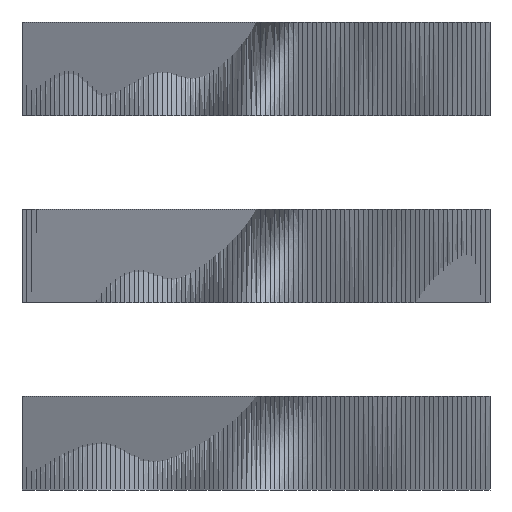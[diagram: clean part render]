
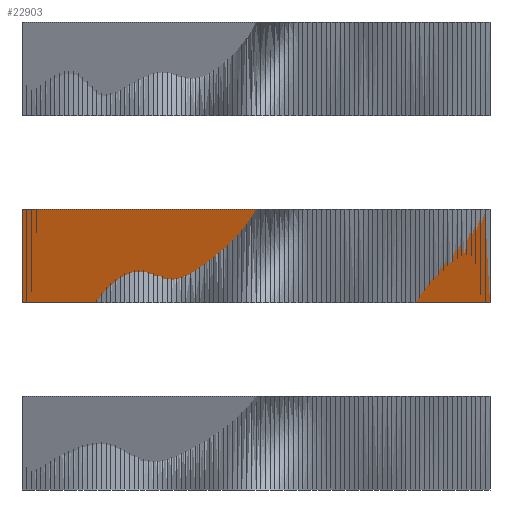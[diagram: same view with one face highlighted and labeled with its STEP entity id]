
A CAD part, front view. The second image highlights one B-rep face of the part: STEP entity #22903.
In plain terms, the highlighted planar face has unit normal (0, -0.96, -0.28).
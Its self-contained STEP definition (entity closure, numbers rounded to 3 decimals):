
#15472 = VERTEX_POINT('',#15473);
#15473 = CARTESIAN_POINT('',(0.,58.333,400.));
#15482 = B_SPLINE_SURFACE_WITH_KNOTS('',1,1,(
    (#15483,#15484)
    ,(#15485,#15486
    )),.UNSPECIFIED.,.F.,.F.,.F.,(2,2),(2,2),(0.,10.008),(0.,1.
    ),.PIECEWISE_BEZIER_KNOTS.);
#15483 = CARTESIAN_POINT('',(0.,58.333,400.));
#15484 = CARTESIAN_POINT('',(0.,0.,600.));
#15485 = CARTESIAN_POINT('',(10.,58.725,400.));
#15486 = CARTESIAN_POINT('',(10.,0.041,600.));
#15494 = PLANE('',#15495);
#15495 = AXIS2_PLACEMENT_3D('',#15496,#15497,#15498);
#15496 = CARTESIAN_POINT('',(0.,58.333,400.));
#15497 = DIRECTION('',(0.,0.,-1.));
#15498 = DIRECTION('',(1.,0.,0.));
#15534 = VERTEX_POINT('',#15535);
#15535 = CARTESIAN_POINT('',(0.,0.,600.));
#15548 = PLANE('',#15549);
#15549 = AXIS2_PLACEMENT_3D('',#15550,#15551,#15552);
#15550 = CARTESIAN_POINT('',(0.,0.,600.));
#15551 = DIRECTION('',(0.,0.,1.));
#15552 = DIRECTION('',(1.,0.,-0.));
#15560 = EDGE_CURVE('',#15472,#15534,#15561,.T.);
#15561 = SURFACE_CURVE('',#15562,(#15565,#15572),.PCURVE_S1.);
#15562 = B_SPLINE_CURVE_WITH_KNOTS('',1,(#15563,#15564),.UNSPECIFIED.,
  .F.,.F.,(2,2),(0.,1.),.PIECEWISE_BEZIER_KNOTS.);
#15563 = CARTESIAN_POINT('',(0.,58.333,400.));
#15564 = CARTESIAN_POINT('',(0.,0.,600.));
#15565 = PCURVE('',#15482,#15566);
#15566 = DEFINITIONAL_REPRESENTATION('',(#15567),#15571);
#15567 = LINE('',#15568,#15569);
#15568 = CARTESIAN_POINT('',(0.,0.));
#15569 = VECTOR('',#15570,1.);
#15570 = DIRECTION('',(0.,1.));
#15571 = ( GEOMETRIC_REPRESENTATION_CONTEXT(2) 
PARAMETRIC_REPRESENTATION_CONTEXT() REPRESENTATION_CONTEXT('2D SPACE',''
  ) );
#15572 = PCURVE('',#15573,#15578);
#15573 = PLANE('',#15574);
#15574 = AXIS2_PLACEMENT_3D('',#15575,#15576,#15577);
#15575 = CARTESIAN_POINT('',(1000.,0.,600.));
#15576 = DIRECTION('',(0.,0.96,0.28));
#15577 = DIRECTION('',(-1.,0.,0.));
#15578 = DEFINITIONAL_REPRESENTATION('',(#15579),#15582);
#15579 = B_SPLINE_CURVE_WITH_KNOTS('',1,(#15580,#15581),.UNSPECIFIED.,
  .F.,.F.,(2,2),(0.,1.),.PIECEWISE_BEZIER_KNOTS.);
#15580 = CARTESIAN_POINT('',(1000.,-208.333));
#15581 = CARTESIAN_POINT('',(1000.,0.));
#15582 = ( GEOMETRIC_REPRESENTATION_CONTEXT(2) 
PARAMETRIC_REPRESENTATION_CONTEXT() REPRESENTATION_CONTEXT('2D SPACE',''
  ) );
#22803 = B_SPLINE_SURFACE_WITH_KNOTS('',1,1,(
    (#22804,#22805)
    ,(#22806,#22807
    )),.UNSPECIFIED.,.F.,.F.,.F.,(2,2),(2,2),(0.,10.008),(0.,1.
    ),.PIECEWISE_BEZIER_KNOTS.);
#22804 = CARTESIAN_POINT('',(990.,58.725,400.));
#22805 = CARTESIAN_POINT('',(990.,-0.041,600.));
#22806 = CARTESIAN_POINT('',(1000.,58.333,400.));
#22807 = CARTESIAN_POINT('',(1000.,0.,600.));
#22840 = VERTEX_POINT('',#22841);
#22841 = CARTESIAN_POINT('',(1000.,58.333,400.));
#22862 = EDGE_CURVE('',#22840,#22863,#22865,.T.);
#22863 = VERTEX_POINT('',#22864);
#22864 = CARTESIAN_POINT('',(1000.,0.,600.));
#22865 = SURFACE_CURVE('',#22866,(#22869,#22876),.PCURVE_S1.);
#22866 = B_SPLINE_CURVE_WITH_KNOTS('',1,(#22867,#22868),.UNSPECIFIED.,
  .F.,.F.,(2,2),(0.,1.),.PIECEWISE_BEZIER_KNOTS.);
#22867 = CARTESIAN_POINT('',(1000.,58.333,400.));
#22868 = CARTESIAN_POINT('',(1000.,0.,600.));
#22869 = PCURVE('',#22803,#22870);
#22870 = DEFINITIONAL_REPRESENTATION('',(#22871),#22875);
#22871 = LINE('',#22872,#22873);
#22872 = CARTESIAN_POINT('',(10.008,0.));
#22873 = VECTOR('',#22874,1.);
#22874 = DIRECTION('',(0.,1.));
#22875 = ( GEOMETRIC_REPRESENTATION_CONTEXT(2) 
PARAMETRIC_REPRESENTATION_CONTEXT() REPRESENTATION_CONTEXT('2D SPACE',''
  ) );
#22876 = PCURVE('',#15573,#22877);
#22877 = DEFINITIONAL_REPRESENTATION('',(#22878),#22881);
#22878 = B_SPLINE_CURVE_WITH_KNOTS('',1,(#22879,#22880),.UNSPECIFIED.,
  .F.,.F.,(2,2),(0.,1.),.PIECEWISE_BEZIER_KNOTS.);
#22879 = CARTESIAN_POINT('',(0.,-208.333));
#22880 = CARTESIAN_POINT('',(0.,0.));
#22881 = ( GEOMETRIC_REPRESENTATION_CONTEXT(2) 
PARAMETRIC_REPRESENTATION_CONTEXT() REPRESENTATION_CONTEXT('2D SPACE',''
  ) );
#22903 = ADVANCED_FACE('',(#22904),#15573,.F.);
#22904 = FACE_BOUND('',#22905,.F.);
#22905 = EDGE_LOOP('',(#22906,#22927,#22928,#22949));
#22906 = ORIENTED_EDGE('',*,*,#22907,.T.);
#22907 = EDGE_CURVE('',#22840,#15472,#22908,.T.);
#22908 = SURFACE_CURVE('',#22909,(#22913,#22920),.PCURVE_S1.);
#22909 = LINE('',#22910,#22911);
#22910 = CARTESIAN_POINT('',(1000.,58.333,400.));
#22911 = VECTOR('',#22912,1.);
#22912 = DIRECTION('',(-1.,0.,0.));
#22913 = PCURVE('',#15573,#22914);
#22914 = DEFINITIONAL_REPRESENTATION('',(#22915),#22919);
#22915 = LINE('',#22916,#22917);
#22916 = CARTESIAN_POINT('',(0.,-208.333));
#22917 = VECTOR('',#22918,1.);
#22918 = DIRECTION('',(1.,0.));
#22919 = ( GEOMETRIC_REPRESENTATION_CONTEXT(2) 
PARAMETRIC_REPRESENTATION_CONTEXT() REPRESENTATION_CONTEXT('2D SPACE',''
  ) );
#22920 = PCURVE('',#15494,#22921);
#22921 = DEFINITIONAL_REPRESENTATION('',(#22922),#22926);
#22922 = LINE('',#22923,#22924);
#22923 = CARTESIAN_POINT('',(1000.,0.));
#22924 = VECTOR('',#22925,1.);
#22925 = DIRECTION('',(-1.,0.));
#22926 = ( GEOMETRIC_REPRESENTATION_CONTEXT(2) 
PARAMETRIC_REPRESENTATION_CONTEXT() REPRESENTATION_CONTEXT('2D SPACE',''
  ) );
#22927 = ORIENTED_EDGE('',*,*,#15560,.T.);
#22928 = ORIENTED_EDGE('',*,*,#22929,.F.);
#22929 = EDGE_CURVE('',#22863,#15534,#22930,.T.);
#22930 = SURFACE_CURVE('',#22931,(#22935,#22942),.PCURVE_S1.);
#22931 = LINE('',#22932,#22933);
#22932 = CARTESIAN_POINT('',(1000.,0.,600.));
#22933 = VECTOR('',#22934,1.);
#22934 = DIRECTION('',(-1.,0.,0.));
#22935 = PCURVE('',#15573,#22936);
#22936 = DEFINITIONAL_REPRESENTATION('',(#22937),#22941);
#22937 = LINE('',#22938,#22939);
#22938 = CARTESIAN_POINT('',(0.,0.));
#22939 = VECTOR('',#22940,1.);
#22940 = DIRECTION('',(1.,0.));
#22941 = ( GEOMETRIC_REPRESENTATION_CONTEXT(2) 
PARAMETRIC_REPRESENTATION_CONTEXT() REPRESENTATION_CONTEXT('2D SPACE',''
  ) );
#22942 = PCURVE('',#15548,#22943);
#22943 = DEFINITIONAL_REPRESENTATION('',(#22944),#22948);
#22944 = LINE('',#22945,#22946);
#22945 = CARTESIAN_POINT('',(1000.,0.));
#22946 = VECTOR('',#22947,1.);
#22947 = DIRECTION('',(-1.,0.));
#22948 = ( GEOMETRIC_REPRESENTATION_CONTEXT(2) 
PARAMETRIC_REPRESENTATION_CONTEXT() REPRESENTATION_CONTEXT('2D SPACE',''
  ) );
#22949 = ORIENTED_EDGE('',*,*,#22862,.F.);
